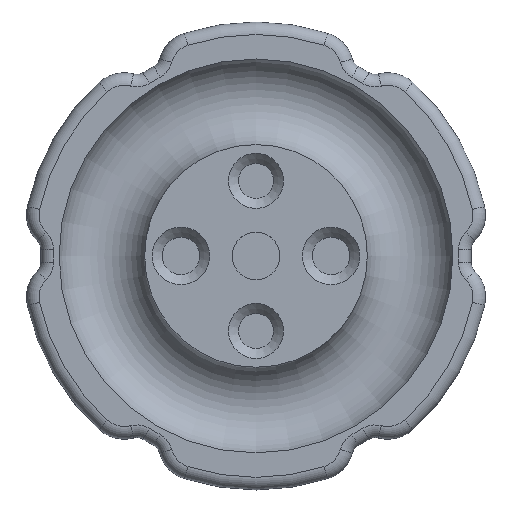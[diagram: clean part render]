
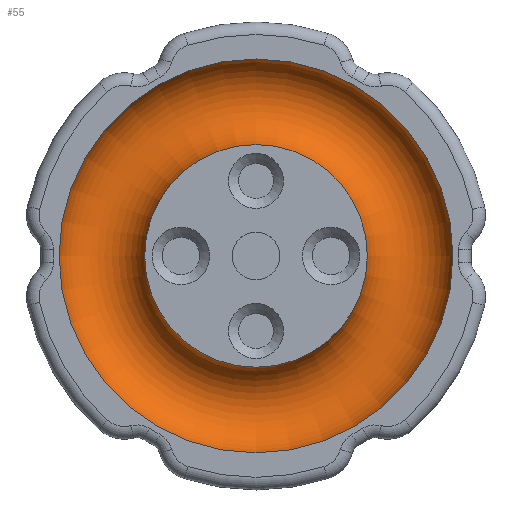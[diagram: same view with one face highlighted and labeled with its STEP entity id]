
A CAD part, top view. The second image highlights one B-rep face of the part: STEP entity #55.
In plain terms, the highlighted toroidal (fillet/blend) face has major radius 12.322 mm and minor radius 3.573 mm.
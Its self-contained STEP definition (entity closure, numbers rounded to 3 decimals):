
#55=ADVANCED_FACE('',(#229,#231),#233,.F.);
#229=FACE_OUTER_BOUND('',#230,.T.);
#230=EDGE_LOOP('',(#1754));
#231=FACE_OUTER_BOUND('',#232,.T.);
#232=EDGE_LOOP('',(#1755));
#233=TOROIDAL_SURFACE('',#234,12.322,3.573);
#234=AXIS2_PLACEMENT_3D('',#235,#236,#237);
#235=CARTESIAN_POINT('',(0.,0.,6.974));
#236=DIRECTION('',(0.,0.,1.));
#237=DIRECTION('',(0.,-1.,0.));
#1754=ORIENTED_EDGE('',*,*,#2345,.F.);
#1755=ORIENTED_EDGE('',*,*,#2387,.F.);
#2345=EDGE_CURVE('',#2662,#2662,#2663,.T.);
#2387=EDGE_CURVE('',#2746,#2746,#2747,.F.);
#2662=VERTEX_POINT('',#3170);
#2663=CIRCLE('',#3171,8.9);
#2746=VERTEX_POINT('',#3374);
#2747=CIRCLE('',#3375,15.744);
#3170=CARTESIAN_POINT('',(0.,-8.9,8.));
#3171=AXIS2_PLACEMENT_3D('',#3172,#3173,#3174);
#3172=CARTESIAN_POINT('',(0.,0.,8.));
#3173=DIRECTION('',(0.,0.,1.));
#3174=DIRECTION('',(0.,-1.,0.));
#3374=CARTESIAN_POINT('',(0.,-15.744,8.));
#3375=AXIS2_PLACEMENT_3D('',#3376,#3377,#3378);
#3376=CARTESIAN_POINT('',(0.,0.,8.));
#3377=DIRECTION('',(0.,0.,1.));
#3378=DIRECTION('',(0.,-1.,0.));
